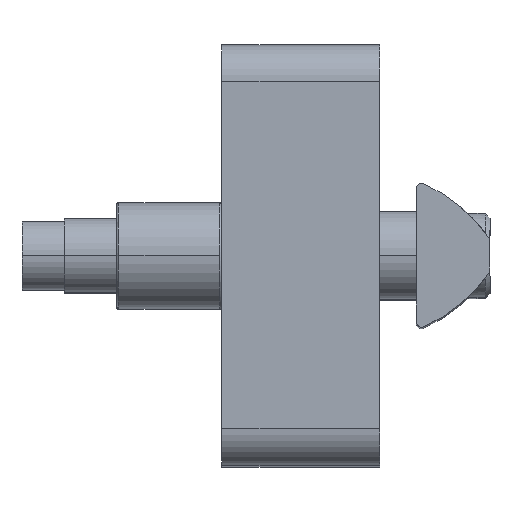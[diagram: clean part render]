
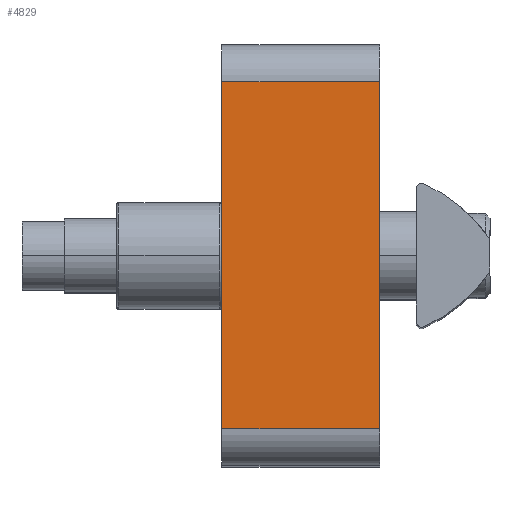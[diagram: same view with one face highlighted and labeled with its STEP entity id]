
A CAD part, top view. The second image highlights one B-rep face of the part: STEP entity #4829.
In plain terms, the highlighted planar face has unit normal (0, 0, 1).
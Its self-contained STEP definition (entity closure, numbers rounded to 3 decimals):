
#153 = CARTESIAN_POINT ( 'NONE',  ( -3.5, -16.5, 40. ) ) ;
#247 = VERTEX_POINT ( 'NONE', #1450 ) ;
#382 = VERTEX_POINT ( 'NONE', #3617 ) ;
#678 = EDGE_CURVE ( 'NONE', #382, #8215, #5892, .T. ) ;
#1127 = EDGE_CURVE ( 'NONE', #247, #382, #6881, .T. ) ;
#1160 = EDGE_CURVE ( 'NONE', #8215, #3601, #4989, .T. ) ;
#1294 = VECTOR ( 'NONE', #4516, 1000. ) ;
#1299 = PLANE ( 'NONE',  #2906 ) ;
#1319 = DIRECTION ( 'NONE',  ( -1., 0., 0. ) ) ;
#1450 = CARTESIAN_POINT ( 'NONE',  ( -3.5, 16.5, 40. ) ) ;
#1841 = ORIENTED_EDGE ( 'NONE', *, *, #678, .F. ) ;
#1867 = EDGE_LOOP ( 'NONE', ( #4295, #1841, #4855, #2494 ) ) ;
#1877 = DIRECTION ( 'NONE',  ( 0., 1., 0. ) ) ;
#1943 = DIRECTION ( 'NONE',  ( 0., 0., -1. ) ) ;
#1951 = DIRECTION ( 'NONE',  ( 0., -1., 0. ) ) ;
#2494 = ORIENTED_EDGE ( 'NONE', *, *, #2514, .F. ) ;
#2514 = EDGE_CURVE ( 'NONE', #3601, #247, #3008, .T. ) ;
#2711 = FACE_OUTER_BOUND ( 'NONE', #1867, .T. ) ;
#2906 = AXIS2_PLACEMENT_3D ( 'NONE', #4539, #1943, #6387 ) ;
#3008 = LINE ( 'NONE', #3989, #1294 ) ;
#3246 = CARTESIAN_POINT ( 'NONE',  ( -18.5, -16.5, 40. ) ) ;
#3385 = CARTESIAN_POINT ( 'NONE',  ( -18.5, 16.5, 40. ) ) ;
#3601 = VERTEX_POINT ( 'NONE', #3385 ) ;
#3617 = CARTESIAN_POINT ( 'NONE',  ( -3.5, -16.5, 40. ) ) ;
#3621 = VECTOR ( 'NONE', #1319, 1000. ) ;
#3918 = VECTOR ( 'NONE', #1877, 1000. ) ;
#3989 = CARTESIAN_POINT ( 'NONE',  ( -3.5, 16.5, 40. ) ) ;
#4295 = ORIENTED_EDGE ( 'NONE', *, *, #1160, .F. ) ;
#4516 = DIRECTION ( 'NONE',  ( 1., 0., 0. ) ) ;
#4539 = CARTESIAN_POINT ( 'NONE',  ( -3.5, 16.5, 40. ) ) ;
#4829 = ADVANCED_FACE ( 'NONE', ( #2711 ), #1299, .F. ) ;
#4855 = ORIENTED_EDGE ( 'NONE', *, *, #1127, .F. ) ;
#4989 = LINE ( 'NONE', #5753, #3918 ) ;
#5753 = CARTESIAN_POINT ( 'NONE',  ( -18.5, 16.5, 40. ) ) ;
#5892 = LINE ( 'NONE', #153, #3621 ) ;
#6280 = VECTOR ( 'NONE', #1951, 1000. ) ;
#6387 = DIRECTION ( 'NONE',  ( -1., 0., 0. ) ) ;
#6881 = LINE ( 'NONE', #7047, #6280 ) ;
#7047 = CARTESIAN_POINT ( 'NONE',  ( -3.5, -16.5, 40. ) ) ;
#8215 = VERTEX_POINT ( 'NONE', #3246 ) ;
